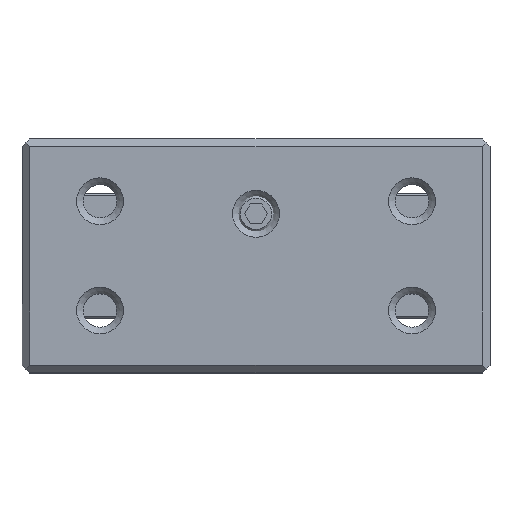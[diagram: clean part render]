
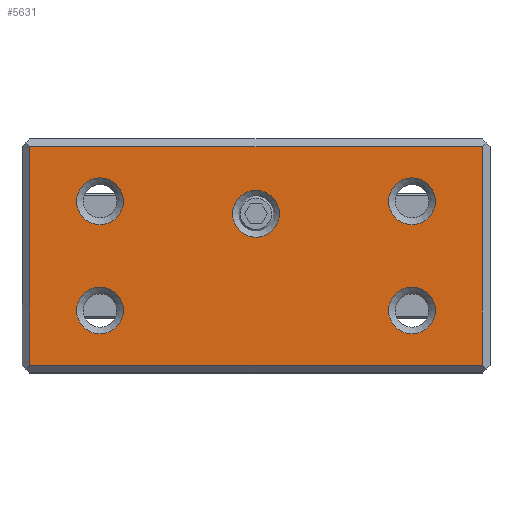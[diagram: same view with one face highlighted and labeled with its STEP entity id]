
A CAD part, top view. The second image highlights one B-rep face of the part: STEP entity #5631.
In plain terms, the highlighted planar face has unit normal (0, 0, 1).
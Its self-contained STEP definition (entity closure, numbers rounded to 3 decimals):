
#5579=CIRCLE('',#17690,1.5);
#5580=CIRCLE('',#17691,1.5);
#5581=CIRCLE('',#17692,1.5);
#5582=CIRCLE('',#17693,1.5);
#5583=CIRCLE('',#17694,1.5);
#5631=ADVANCED_FACE('',(#6869,#6870,#6871,#6872,#6873,#6874),#6333,.T.);
#6333=PLANE('',#17695);
#6869=FACE_BOUND('',#7037,.T.);
#6870=FACE_BOUND('',#7038,.T.);
#6871=FACE_BOUND('',#7039,.T.);
#6872=FACE_BOUND('',#7040,.T.);
#6873=FACE_BOUND('',#7041,.T.);
#6874=FACE_BOUND('',#7042,.T.);
#7037=EDGE_LOOP('',(#8659));
#7038=EDGE_LOOP('',(#8660));
#7039=EDGE_LOOP('',(#8661));
#7040=EDGE_LOOP('',(#8662));
#7041=EDGE_LOOP('',(#8663));
#7042=EDGE_LOOP('',(#8664,#8665,#8666,#8667));
#8659=ORIENTED_EDGE('',*,*,#13531,.T.);
#8660=ORIENTED_EDGE('',*,*,#13532,.T.);
#8661=ORIENTED_EDGE('',*,*,#13533,.T.);
#8662=ORIENTED_EDGE('',*,*,#13534,.T.);
#8663=ORIENTED_EDGE('',*,*,#13535,.T.);
#8664=ORIENTED_EDGE('',*,*,#13536,.T.);
#8665=ORIENTED_EDGE('',*,*,#13537,.T.);
#8666=ORIENTED_EDGE('',*,*,#13538,.T.);
#8667=ORIENTED_EDGE('',*,*,#13539,.T.);
#12307=VERTEX_POINT('',#22308);
#12308=VERTEX_POINT('',#22310);
#12309=VERTEX_POINT('',#22312);
#12310=VERTEX_POINT('',#22314);
#12311=VERTEX_POINT('',#22316);
#12312=VERTEX_POINT('',#22318);
#12313=VERTEX_POINT('',#22319);
#12314=VERTEX_POINT('',#22321);
#12315=VERTEX_POINT('',#22323);
#13531=EDGE_CURVE('',#12307,#12307,#5579,.T.);
#13532=EDGE_CURVE('',#12308,#12308,#5580,.T.);
#13533=EDGE_CURVE('',#12309,#12309,#5581,.T.);
#13534=EDGE_CURVE('',#12310,#12310,#5582,.T.);
#13535=EDGE_CURVE('',#12311,#12311,#5583,.T.);
#13536=EDGE_CURVE('',#12312,#12313,#15199,.T.);
#13537=EDGE_CURVE('',#12313,#12314,#15200,.T.);
#13538=EDGE_CURVE('',#12314,#12315,#15201,.T.);
#13539=EDGE_CURVE('',#12315,#12312,#15202,.T.);
#15199=LINE('',#22317,#16615);
#15200=LINE('',#22320,#16616);
#15201=LINE('',#22322,#16617);
#15202=LINE('',#22324,#16618);
#16615=VECTOR('',#18638,1.);
#16616=VECTOR('',#18639,1.);
#16617=VECTOR('',#18640,1.);
#16618=VECTOR('',#18641,1.);
#17690=AXIS2_PLACEMENT_3D('',#22307,#18628,#18629);
#17691=AXIS2_PLACEMENT_3D('',#22309,#18630,#18631);
#17692=AXIS2_PLACEMENT_3D('',#22311,#18632,#18633);
#17693=AXIS2_PLACEMENT_3D('',#22313,#18634,#18635);
#17694=AXIS2_PLACEMENT_3D('',#22315,#18636,#18637);
#17695=AXIS2_PLACEMENT_3D('',#22325,#18642,#18643);
#18628=DIRECTION('',(0.,0.,-1.));
#18629=DIRECTION('',(1.,0.,0.));
#18630=DIRECTION('',(0.,0.,-1.));
#18631=DIRECTION('',(1.,0.,0.));
#18632=DIRECTION('',(0.,0.,-1.));
#18633=DIRECTION('',(1.,0.,0.));
#18634=DIRECTION('',(0.,0.,-1.));
#18635=DIRECTION('',(1.,0.,0.));
#18636=DIRECTION('',(0.,0.,-1.));
#18637=DIRECTION('',(1.,0.,0.));
#18638=DIRECTION('',(1.,0.,0.));
#18639=DIRECTION('',(0.,1.,0.));
#18640=DIRECTION('',(-1.,0.,0.));
#18641=DIRECTION('',(0.,-1.,0.));
#18642=DIRECTION('',(0.,0.,1.));
#18643=DIRECTION('',(1.,0.,0.));
#22307=CARTESIAN_POINT('',(-29.,-15.3,8.));
#22308=CARTESIAN_POINT('',(-27.5,-15.3,8.));
#22309=CARTESIAN_POINT('',(-19.,-21.5,8.));
#22310=CARTESIAN_POINT('',(-17.5,-21.5,8.));
#22311=CARTESIAN_POINT('',(-19.,-14.5,8.));
#22312=CARTESIAN_POINT('',(-17.5,-14.5,8.));
#22313=CARTESIAN_POINT('',(-39.,-21.5,8.));
#22314=CARTESIAN_POINT('',(-37.5,-21.5,8.));
#22315=CARTESIAN_POINT('',(-39.,-14.5,8.));
#22316=CARTESIAN_POINT('',(-37.5,-14.5,8.));
#22317=CARTESIAN_POINT('',(-29.,-25.,8.));
#22318=CARTESIAN_POINT('',(-43.5,-25.,8.));
#22319=CARTESIAN_POINT('',(-14.5,-25.,8.));
#22320=CARTESIAN_POINT('',(-14.5,-18.,8.));
#22321=CARTESIAN_POINT('',(-14.5,-11.,8.));
#22322=CARTESIAN_POINT('',(-29.,-11.,8.));
#22323=CARTESIAN_POINT('',(-43.5,-11.,8.));
#22324=CARTESIAN_POINT('',(-43.5,-18.,8.));
#22325=CARTESIAN_POINT('',(-29.,-18.,8.));
